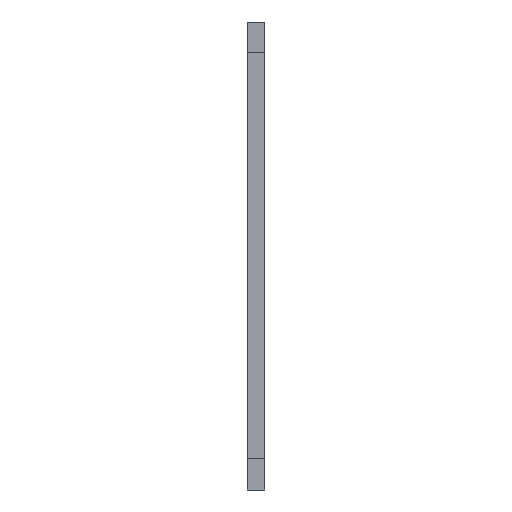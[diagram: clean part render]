
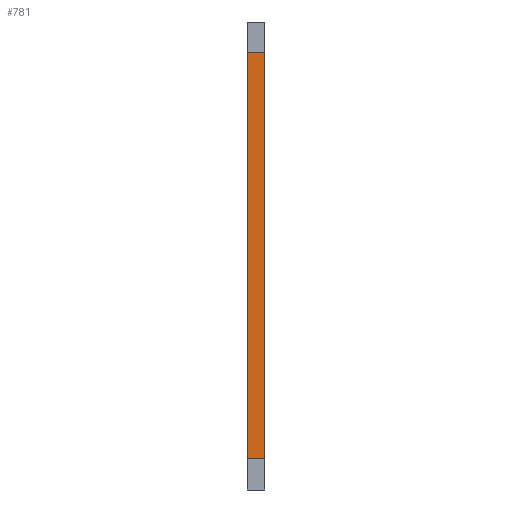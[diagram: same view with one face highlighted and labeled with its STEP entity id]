
A CAD part, front view. The second image highlights one B-rep face of the part: STEP entity #781.
In plain terms, the highlighted planar face has unit normal (0, -1, 0).
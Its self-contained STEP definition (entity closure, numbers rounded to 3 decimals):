
#47=FACE_OUTER_BOUND('',#93,.T.);
#93=EDGE_LOOP('',(#663,#664,#665,#666));
#109=LINE('',#1041,#217);
#125=LINE('',#1077,#233);
#155=LINE('',#1133,#263);
#180=LINE('',#1180,#288);
#217=VECTOR('',#853,1.);
#233=VECTOR('',#877,1.);
#263=VECTOR('',#925,1.);
#288=VECTOR('',#956,1.);
#325=VERTEX_POINT('',#1038);
#326=VERTEX_POINT('',#1040);
#341=VERTEX_POINT('',#1074);
#342=VERTEX_POINT('',#1076);
#397=EDGE_CURVE('',#325,#326,#109,.T.);
#413=EDGE_CURVE('',#341,#342,#125,.T.);
#443=EDGE_CURVE('',#325,#342,#155,.T.);
#468=EDGE_CURVE('',#341,#326,#180,.T.);
#663=ORIENTED_EDGE('',*,*,#468,.T.);
#664=ORIENTED_EDGE('',*,*,#397,.F.);
#665=ORIENTED_EDGE('',*,*,#443,.T.);
#666=ORIENTED_EDGE('',*,*,#413,.F.);
#743=PLANE('',#833);
#781=ADVANCED_FACE('',(#47),#743,.T.);
#833=AXIS2_PLACEMENT_3D('',#1228,#995,#996);
#853=DIRECTION('',(-1.,0.,0.));
#877=DIRECTION('',(1.,0.,0.));
#925=DIRECTION('',(0.,0.,1.));
#956=DIRECTION('',(0.,0.,-1.));
#995=DIRECTION('center_axis',(0.,-1.,0.));
#996=DIRECTION('ref_axis',(0.,0.,-1.));
#1038=CARTESIAN_POINT('',(1.8,0.,3.156));
#1040=CARTESIAN_POINT('',(0.,0.,3.156));
#1041=CARTESIAN_POINT('',(1.8,0.,3.156));
#1074=CARTESIAN_POINT('',(0.,0.,44.456));
#1076=CARTESIAN_POINT('',(1.8,0.,44.456));
#1077=CARTESIAN_POINT('',(0.,0.,44.456));
#1133=CARTESIAN_POINT('',(1.8,0.,3.156));
#1180=CARTESIAN_POINT('',(0.,0.,44.456));
#1228=CARTESIAN_POINT('Origin',(0.9,0.,23.806));
